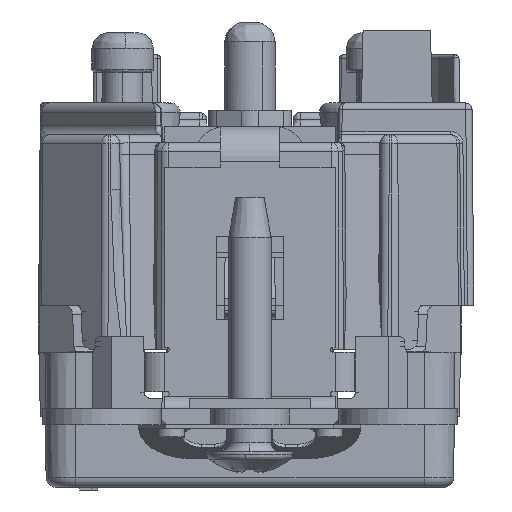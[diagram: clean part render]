
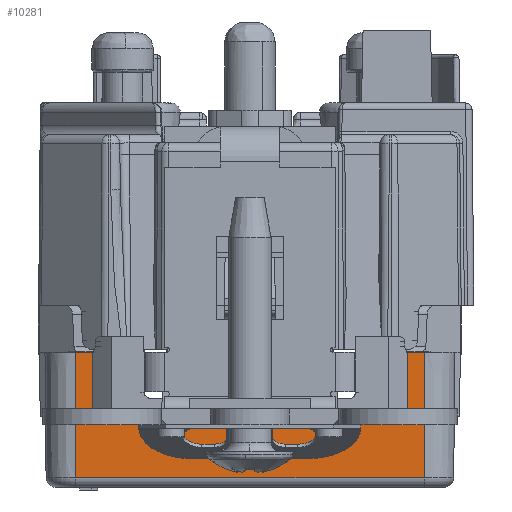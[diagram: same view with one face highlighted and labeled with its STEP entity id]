
A CAD part, front view. The second image highlights one B-rep face of the part: STEP entity #10281.
In plain terms, the highlighted planar face has unit normal (0, -1, -0.009).
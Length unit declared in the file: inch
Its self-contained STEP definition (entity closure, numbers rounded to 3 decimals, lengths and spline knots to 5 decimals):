
#575 = VECTOR ( 'NONE', #5450, 39.37008 ) ;
#1029 = LINE ( 'NONE', #31461, #36021 ) ;
#3542 = CARTESIAN_POINT ( 'NONE',  ( -0.86957, -1.30874, -0.30828 ) ) ;
#4456 = DIRECTION ( 'NONE',  ( 0., 0.009, -1. ) ) ;
#5450 = DIRECTION ( 'NONE',  ( 1., 0., 0. ) ) ;
#6826 = ORIENTED_EDGE ( 'NONE', *, *, #45388, .T. ) ;
#8998 = LINE ( 'NONE', #61962, #11821 ) ;
#10016 = LINE ( 'NONE', #84277, #575 ) ;
#10103 = CARTESIAN_POINT ( 'NONE',  ( 0.49905, -1.30695, -0.51432 ) ) ;
#10281 = ADVANCED_FACE ( 'NONE', ( #95965 ), #80444, .T. ) ;
#11821 = VECTOR ( 'NONE', #77495, 39.37008 ) ;
#12425 = DIRECTION ( 'NONE',  ( 0., -1., -0.009 ) ) ;
#20687 = ORIENTED_EDGE ( 'NONE', *, *, #97150, .T. ) ;
#21169 = CARTESIAN_POINT ( 'NONE',  ( -0.552, -1.30526, -0.70758 ) ) ;
#22030 = ORIENTED_EDGE ( 'NONE', *, *, #40591, .F. ) ;
#28340 = CARTESIAN_POINT ( 'NONE',  ( -0.49805, -1.30695, -0.51432 ) ) ;
#28407 = VECTOR ( 'NONE', #56448, 39.37008 ) ;
#29114 = LINE ( 'NONE', #44620, #63939 ) ;
#31461 = CARTESIAN_POINT ( 'NONE',  ( -0.552, -1.305, -0.73732 ) ) ;
#31589 = VERTEX_POINT ( 'NONE', #87549 ) ;
#31672 = VERTEX_POINT ( 'NONE', #52466 ) ;
#33757 = DIRECTION ( 'NONE',  ( 1., 0., 0. ) ) ;
#36021 = VECTOR ( 'NONE', #72466, 39.37008 ) ;
#39433 = ORIENTED_EDGE ( 'NONE', *, *, #66036, .F. ) ;
#40591 = EDGE_CURVE ( 'NONE', #31589, #96600, #10016, .T. ) ;
#41759 = ORIENTED_EDGE ( 'NONE', *, *, #60408, .F. ) ;
#43131 = AXIS2_PLACEMENT_3D ( 'NONE', #58363, #12425, #4456 ) ;
#44620 = CARTESIAN_POINT ( 'NONE',  ( 0.552, -1.305, -0.73732 ) ) ;
#45388 = EDGE_CURVE ( 'NONE', #78658, #96600, #29114, .T. ) ;
#45521 = VERTEX_POINT ( 'NONE', #95107 ) ;
#48284 = CARTESIAN_POINT ( 'NONE',  ( 0.82421, -1.30526, -0.70758 ) ) ;
#51525 = LINE ( 'NONE', #68520, #56327 ) ;
#52466 = CARTESIAN_POINT ( 'NONE',  ( -0.4988, -1.30874, -0.30828 ) ) ;
#56327 = VECTOR ( 'NONE', #75549, 39.37008 ) ;
#56448 = DIRECTION ( 'NONE',  ( -1., 0., 0. ) ) ;
#58363 = CARTESIAN_POINT ( 'NONE',  ( 0.82421, -1.305, -0.73732 ) ) ;
#59930 = VECTOR ( 'NONE', #33757, 39.37008 ) ;
#60133 = CARTESIAN_POINT ( 'NONE',  ( -0.49803, -1.30688, -0.52139 ) ) ;
#60408 = EDGE_CURVE ( 'NONE', #93397, #31589, #51525, .T. ) ;
#61962 = CARTESIAN_POINT ( 'NONE',  ( 0.82421, -1.30695, -0.51432 ) ) ;
#62073 = VECTOR ( 'NONE', #98718, 39.37008 ) ;
#63427 = CARTESIAN_POINT ( 'NONE',  ( 0.552, -1.30874, -0.30828 ) ) ;
#63939 = VECTOR ( 'NONE', #75135, 39.37008 ) ;
#66036 = EDGE_CURVE ( 'NONE', #31672, #96954, #83192, .T. ) ;
#68520 = CARTESIAN_POINT ( 'NONE',  ( 0.49904, -1.30691, -0.51844 ) ) ;
#70608 = ORIENTED_EDGE ( 'NONE', *, *, #86137, .T. ) ;
#72209 = VERTEX_POINT ( 'NONE', #21169 ) ;
#72466 = DIRECTION ( 'NONE',  ( 0., 0.009, -1. ) ) ;
#72509 = LINE ( 'NONE', #3542, #28407 ) ;
#73443 = CARTESIAN_POINT ( 'NONE',  ( 0.552, -1.30526, -0.70758 ) ) ;
#75135 = DIRECTION ( 'NONE',  ( 0., -0.009, 1. ) ) ;
#75549 = DIRECTION ( 'NONE',  ( 0.004, -0.009, 1. ) ) ;
#77495 = DIRECTION ( 'NONE',  ( -1., 0., 0. ) ) ;
#78658 = VERTEX_POINT ( 'NONE', #73443 ) ;
#80444 = PLANE ( 'NONE',  #43131 ) ;
#83192 = LINE ( 'NONE', #60133, #62073 ) ;
#83213 = EDGE_CURVE ( 'NONE', #93397, #96954, #8998, .T. ) ;
#84277 = CARTESIAN_POINT ( 'NONE',  ( 0.49726, -1.30874, -0.30828 ) ) ;
#85864 = ORIENTED_EDGE ( 'NONE', *, *, #95562, .T. ) ;
#86137 = EDGE_CURVE ( 'NONE', #31672, #45521, #72509, .T. ) ;
#87549 = CARTESIAN_POINT ( 'NONE',  ( 0.4998, -1.30874, -0.30828 ) ) ;
#89306 = ORIENTED_EDGE ( 'NONE', *, *, #83213, .T. ) ;
#93397 = VERTEX_POINT ( 'NONE', #10103 ) ;
#94014 = EDGE_LOOP ( 'NONE', ( #85864, #20687, #6826, #22030, #41759, #89306, #39433, #70608 ) ) ;
#94821 = LINE ( 'NONE', #48284, #59930 ) ;
#95107 = CARTESIAN_POINT ( 'NONE',  ( -0.552, -1.30874, -0.30828 ) ) ;
#95562 = EDGE_CURVE ( 'NONE', #45521, #72209, #1029, .T. ) ;
#95965 = FACE_OUTER_BOUND ( 'NONE', #94014, .T. ) ;
#96600 = VERTEX_POINT ( 'NONE', #63427 ) ;
#96954 = VERTEX_POINT ( 'NONE', #28340 ) ;
#97150 = EDGE_CURVE ( 'NONE', #72209, #78658, #94821, .T. ) ;
#98718 = DIRECTION ( 'NONE',  ( 0.004, 0.009, -1. ) ) ;
